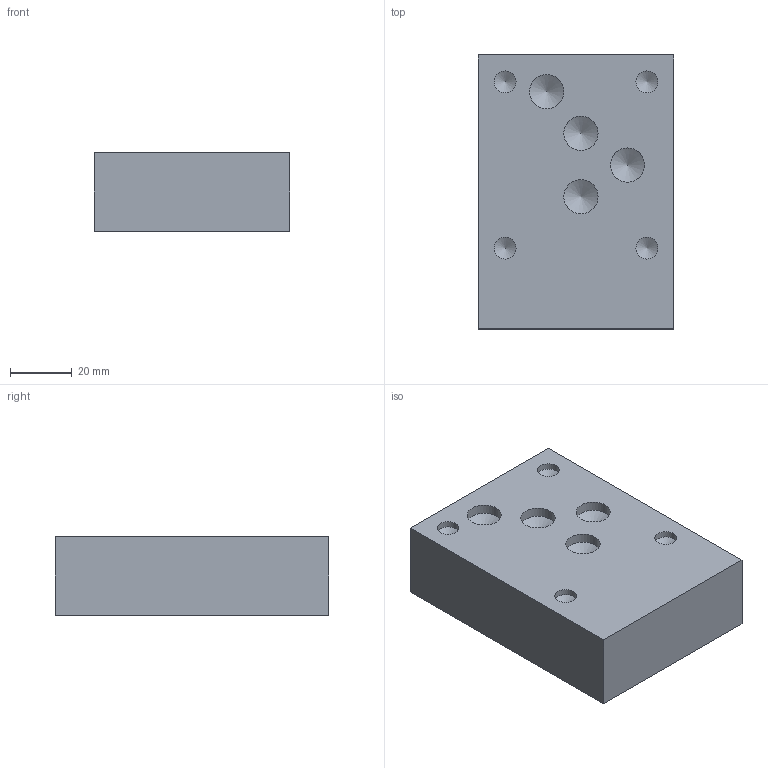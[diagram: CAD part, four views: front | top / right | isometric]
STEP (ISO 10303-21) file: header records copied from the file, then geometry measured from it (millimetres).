
FILE_DESCRIPTION(/* description */ (''),/* implementation_level */ '2;1');
FILE_NAME(/* name */ '_D05D1D04VAAB.stp',/* time_stamp */ '2020-09-24T16:26:03-04:00',/* author */ ('DEVONN'),/* organization */ (''),/* preprocessor_version */ 'ST-DEVELOPER v17',/* originating_system */ 'Autodesk Inventor 2019',/* authorisation */ '');
FILE_SCHEMA (('AUTOMOTIVE_DESIGN { 1 0 10303 214 3 1 1 }'));
Length unit declared in the file: millimetre
Products named in the file (1): Part_DD05D1D04VAAB.B01731R3_3D
Bounding box: 63.5 x 88.9 x 25.4 mm (x, y, z)
Volume: 138787 mm3; surface area: 21050.3 mm2
Topology: 1 solids, 1 shells, 398 faces, 1092 edges, 736 vertices
Faces by surface type: plane 274, bspline 84, cylinder 23, cone 17
Full cylindrical faces by diameter (mm): 7.137 x8, 9.525 x5, 11.113 x2, 11.125 x2, 14.275 x6
Entity records: 13267 total; most frequent: CARTESIAN_POINT 3302, ORIENTED_EDGE 2150, DIRECTION 1624, EDGE_CURVE 1075, LINE 820, VECTOR 820, VERTEX_POINT 736, EDGE_LOOP 455
